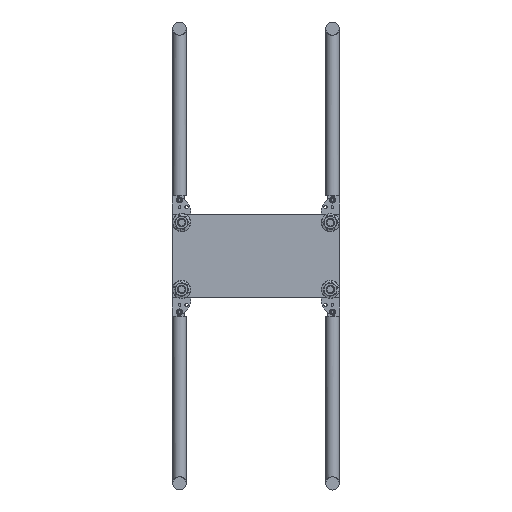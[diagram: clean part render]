
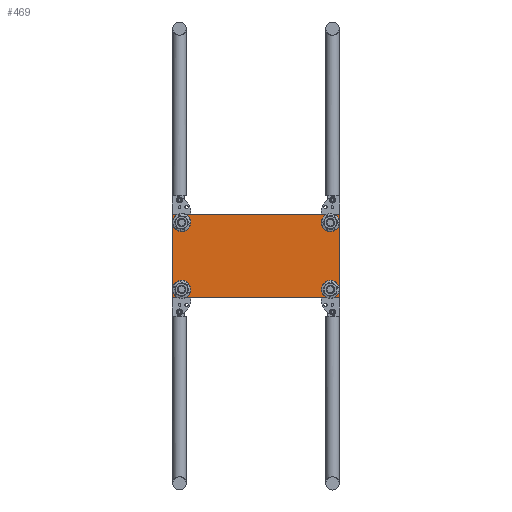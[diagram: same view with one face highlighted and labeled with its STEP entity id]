
A CAD part, front view. The second image highlights one B-rep face of the part: STEP entity #469.
In plain terms, the highlighted planar face has unit normal (0, -1, 0).
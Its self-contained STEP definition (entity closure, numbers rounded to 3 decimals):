
#19 = EDGE_LOOP ( 'NONE', ( #6473, #2504 ) ) ;
#69 = EDGE_CURVE ( 'NONE', #2814, #1991, #836, .T. ) ;
#118 = VECTOR ( 'NONE', #725, 1000. ) ;
#153 = VERTEX_POINT ( 'NONE', #4369 ) ;
#256 = LINE ( 'NONE', #5305, #118 ) ;
#368 = VERTEX_POINT ( 'NONE', #3124 ) ;
#420 = VECTOR ( 'NONE', #6316, 1000. ) ;
#451 = CARTESIAN_POINT ( 'NONE',  ( -89., -1., 45. ) ) ;
#455 = VERTEX_POINT ( 'NONE', #1658 ) ;
#469 = ADVANCED_FACE ( 'NONE', ( #2260, #4232, #3794, #1762, #1795 ), #4737, .T. ) ;
#480 = LINE ( 'NONE', #5134, #3473 ) ;
#529 = DIRECTION ( 'NONE',  ( 0., 0., 1. ) ) ;
#559 = DIRECTION ( 'NONE',  ( 0., 1., 0. ) ) ;
#615 = EDGE_CURVE ( 'NONE', #2450, #5059, #256, .T. ) ;
#623 = VECTOR ( 'NONE', #4277, 1000. ) ;
#702 = DIRECTION ( 'NONE',  ( 0., 1., 0. ) ) ;
#725 = DIRECTION ( 'NONE',  ( 0., 0., -1. ) ) ;
#738 = CARTESIAN_POINT ( 'NONE',  ( 89., -1., -35. ) ) ;
#836 = CIRCLE ( 'NONE', #4649, 5. ) ;
#857 = EDGE_CURVE ( 'NONE', #4888, #2450, #1219, .T. ) ;
#921 = EDGE_LOOP ( 'NONE', ( #2885, #1439 ) ) ;
#1076 = AXIS2_PLACEMENT_3D ( 'NONE', #2032, #4170, #529 ) ;
#1138 = CARTESIAN_POINT ( 'NONE',  ( 89., -1., -40. ) ) ;
#1215 = DIRECTION ( 'NONE',  ( 0., 0., 1. ) ) ;
#1218 = EDGE_CURVE ( 'NONE', #5758, #6501, #5844, .T. ) ;
#1219 = LINE ( 'NONE', #6352, #420 ) ;
#1257 = EDGE_CURVE ( 'NONE', #368, #3769, #5518, .T. ) ;
#1269 = AXIS2_PLACEMENT_3D ( 'NONE', #6327, #4842, #5840 ) ;
#1278 = CIRCLE ( 'NONE', #4150, 5. ) ;
#1426 = AXIS2_PLACEMENT_3D ( 'NONE', #5270, #3758, #3294 ) ;
#1439 = ORIENTED_EDGE ( 'NONE', *, *, #1218, .T. ) ;
#1531 = EDGE_CURVE ( 'NONE', #455, #4888, #480, .T. ) ;
#1658 = CARTESIAN_POINT ( 'NONE',  ( -100., -1., -50. ) ) ;
#1762 = FACE_BOUND ( 'NONE', #4022, .T. ) ;
#1795 = FACE_BOUND ( 'NONE', #19, .T. ) ;
#1818 = ORIENTED_EDGE ( 'NONE', *, *, #5597, .T. ) ;
#1921 = CARTESIAN_POINT ( 'NONE',  ( 89., -1., 45. ) ) ;
#1991 = VERTEX_POINT ( 'NONE', #3222 ) ;
#2032 = CARTESIAN_POINT ( 'NONE',  ( -89., -1., 40. ) ) ;
#2063 = CARTESIAN_POINT ( 'NONE',  ( 89., -1., 40. ) ) ;
#2200 = CARTESIAN_POINT ( 'NONE',  ( -100., -1., -50. ) ) ;
#2209 = CARTESIAN_POINT ( 'NONE',  ( -89., -1., -40. ) ) ;
#2260 = FACE_BOUND ( 'NONE', #921, .T. ) ;
#2387 = DIRECTION ( 'NONE',  ( 0., 0., 1. ) ) ;
#2428 = ORIENTED_EDGE ( 'NONE', *, *, #5707, .F. ) ;
#2450 = VERTEX_POINT ( 'NONE', #3407 ) ;
#2504 = ORIENTED_EDGE ( 'NONE', *, *, #6083, .T. ) ;
#2564 = DIRECTION ( 'NONE',  ( 0., 0., 1. ) ) ;
#2589 = CARTESIAN_POINT ( 'NONE',  ( 89., -1., -45. ) ) ;
#2814 = VERTEX_POINT ( 'NONE', #451 ) ;
#2885 = ORIENTED_EDGE ( 'NONE', *, *, #5644, .T. ) ;
#2972 = ORIENTED_EDGE ( 'NONE', *, *, #69, .T. ) ;
#3015 = EDGE_CURVE ( 'NONE', #3769, #368, #6336, .T. ) ;
#3124 = CARTESIAN_POINT ( 'NONE',  ( -89., -1., -35. ) ) ;
#3209 = ORIENTED_EDGE ( 'NONE', *, *, #1531, .F. ) ;
#3212 = ORIENTED_EDGE ( 'NONE', *, *, #857, .F. ) ;
#3217 = CIRCLE ( 'NONE', #1076, 5. ) ;
#3222 = CARTESIAN_POINT ( 'NONE',  ( -89., -1., 35. ) ) ;
#3250 = DIRECTION ( 'NONE',  ( 0., 1., 0. ) ) ;
#3272 = CARTESIAN_POINT ( 'NONE',  ( -89., -1., 40. ) ) ;
#3294 = DIRECTION ( 'NONE',  ( 0., 0., 1. ) ) ;
#3373 = CARTESIAN_POINT ( 'NONE',  ( 89., -1., 40. ) ) ;
#3407 = CARTESIAN_POINT ( 'NONE',  ( 100., -1., 50. ) ) ;
#3473 = VECTOR ( 'NONE', #4125, 1000. ) ;
#3482 = AXIS2_PLACEMENT_3D ( 'NONE', #2209, #3250, #3712 ) ;
#3496 = CIRCLE ( 'NONE', #4456, 5. ) ;
#3712 = DIRECTION ( 'NONE',  ( 0., 0., 1. ) ) ;
#3738 = DIRECTION ( 'NONE',  ( 0., 0., 1. ) ) ;
#3758 = DIRECTION ( 'NONE',  ( 0., 1., 0. ) ) ;
#3769 = VERTEX_POINT ( 'NONE', #5473 ) ;
#3794 = FACE_OUTER_BOUND ( 'NONE', #5046, .T. ) ;
#3923 = AXIS2_PLACEMENT_3D ( 'NONE', #3373, #702, #3738 ) ;
#4022 = EDGE_LOOP ( 'NONE', ( #1818, #2972 ) ) ;
#4101 = DIRECTION ( 'NONE',  ( 0., 1., 0. ) ) ;
#4125 = DIRECTION ( 'NONE',  ( 0., 0., 1. ) ) ;
#4150 = AXIS2_PLACEMENT_3D ( 'NONE', #2063, #559, #2387 ) ;
#4170 = DIRECTION ( 'NONE',  ( 0., 1., 0. ) ) ;
#4232 = FACE_BOUND ( 'NONE', #4434, .T. ) ;
#4275 = DIRECTION ( 'NONE',  ( 0., 1., 0. ) ) ;
#4277 = DIRECTION ( 'NONE',  ( -1., 0., 0. ) ) ;
#4325 = VERTEX_POINT ( 'NONE', #1921 ) ;
#4369 = CARTESIAN_POINT ( 'NONE',  ( 89., -1., 35. ) ) ;
#4434 = EDGE_LOOP ( 'NONE', ( #5849, #4866 ) ) ;
#4445 = CARTESIAN_POINT ( 'NONE',  ( 100., -1., -50. ) ) ;
#4456 = AXIS2_PLACEMENT_3D ( 'NONE', #1138, #4101, #2564 ) ;
#4649 = AXIS2_PLACEMENT_3D ( 'NONE', #3272, #4275, #6302 ) ;
#4737 = PLANE ( 'NONE',  #1269 ) ;
#4827 = CARTESIAN_POINT ( 'NONE',  ( 89., -1., -40. ) ) ;
#4842 = DIRECTION ( 'NONE',  ( 0., -1., 0. ) ) ;
#4852 = CARTESIAN_POINT ( 'NONE',  ( -100., -1., 50. ) ) ;
#4866 = ORIENTED_EDGE ( 'NONE', *, *, #1257, .T. ) ;
#4888 = VERTEX_POINT ( 'NONE', #4852 ) ;
#5046 = EDGE_LOOP ( 'NONE', ( #5588, #3212, #3209, #2428 ) ) ;
#5059 = VERTEX_POINT ( 'NONE', #4445 ) ;
#5134 = CARTESIAN_POINT ( 'NONE',  ( -100., -1., 50. ) ) ;
#5199 = AXIS2_PLACEMENT_3D ( 'NONE', #4827, #5260, #1215 ) ;
#5260 = DIRECTION ( 'NONE',  ( 0., 1., 0. ) ) ;
#5270 = CARTESIAN_POINT ( 'NONE',  ( -89., -1., -40. ) ) ;
#5305 = CARTESIAN_POINT ( 'NONE',  ( 100., -1., 50. ) ) ;
#5473 = CARTESIAN_POINT ( 'NONE',  ( -89., -1., -45. ) ) ;
#5518 = CIRCLE ( 'NONE', #3482, 5. ) ;
#5588 = ORIENTED_EDGE ( 'NONE', *, *, #615, .F. ) ;
#5597 = EDGE_CURVE ( 'NONE', #1991, #2814, #3217, .T. ) ;
#5644 = EDGE_CURVE ( 'NONE', #6501, #5758, #3496, .T. ) ;
#5707 = EDGE_CURVE ( 'NONE', #5059, #455, #6339, .T. ) ;
#5758 = VERTEX_POINT ( 'NONE', #738 ) ;
#5803 = EDGE_CURVE ( 'NONE', #153, #4325, #6271, .T. ) ;
#5840 = DIRECTION ( 'NONE',  ( 0., 0., -1. ) ) ;
#5844 = CIRCLE ( 'NONE', #5199, 5. ) ;
#5849 = ORIENTED_EDGE ( 'NONE', *, *, #3015, .T. ) ;
#6083 = EDGE_CURVE ( 'NONE', #4325, #153, #1278, .T. ) ;
#6271 = CIRCLE ( 'NONE', #3923, 5. ) ;
#6302 = DIRECTION ( 'NONE',  ( 0., 0., 1. ) ) ;
#6316 = DIRECTION ( 'NONE',  ( 1., 0., 0. ) ) ;
#6327 = CARTESIAN_POINT ( 'NONE',  ( 0., -1., 0. ) ) ;
#6336 = CIRCLE ( 'NONE', #1426, 5. ) ;
#6339 = LINE ( 'NONE', #2200, #623 ) ;
#6352 = CARTESIAN_POINT ( 'NONE',  ( -100., -1., 50. ) ) ;
#6473 = ORIENTED_EDGE ( 'NONE', *, *, #5803, .T. ) ;
#6501 = VERTEX_POINT ( 'NONE', #2589 ) ;
